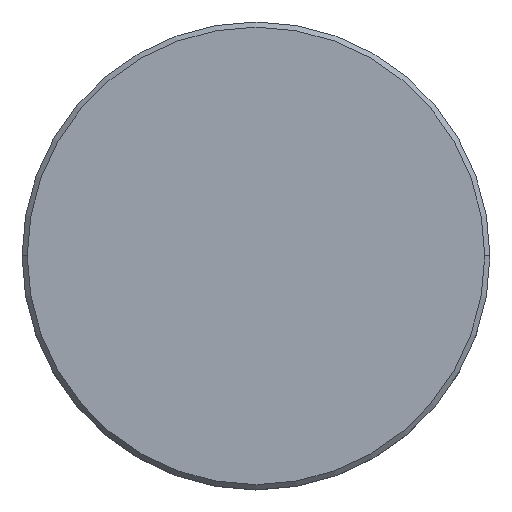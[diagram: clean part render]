
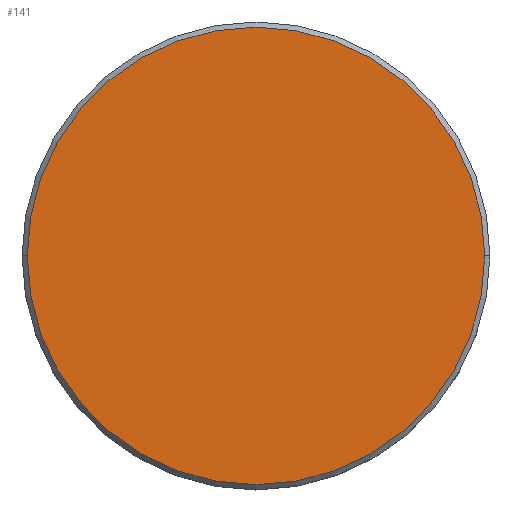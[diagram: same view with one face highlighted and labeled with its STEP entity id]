
A CAD part, top view. The second image highlights one B-rep face of the part: STEP entity #141.
In plain terms, the highlighted planar face has unit normal (0, 0, 1).
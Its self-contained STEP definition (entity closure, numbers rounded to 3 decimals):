
#10 = ORIENTED_EDGE ( 'NONE', *, *, #1059, .T. ) ;
#56 = AXIS2_PLACEMENT_3D ( 'NONE', #934, #364, #299 ) ;
#70 = CARTESIAN_POINT ( 'NONE',  ( 22., 0., 0. ) ) ;
#107 = CIRCLE ( 'NONE', #972, 22. ) ;
#141 = ADVANCED_FACE ( 'NONE', ( #949 ), #953, .T. ) ;
#218 = CARTESIAN_POINT ( 'NONE',  ( 0., 0., 0. ) ) ;
#268 = CARTESIAN_POINT ( 'NONE',  ( 0., 0., 0. ) ) ;
#299 = DIRECTION ( 'NONE',  ( 1., 0., 0. ) ) ;
#305 = DIRECTION ( 'NONE',  ( 1., 0., 0. ) ) ;
#321 = EDGE_CURVE ( 'NONE', #676, #588, #107, .T. ) ;
#364 = DIRECTION ( 'NONE',  ( 0., 0., 1. ) ) ;
#420 = DIRECTION ( 'NONE',  ( 0., 0., 1. ) ) ;
#588 = VERTEX_POINT ( 'NONE', #649 ) ;
#603 = AXIS2_PLACEMENT_3D ( 'NONE', #218, #945, #305 ) ;
#649 = CARTESIAN_POINT ( 'NONE',  ( -22., 0., 0. ) ) ;
#676 = VERTEX_POINT ( 'NONE', #70 ) ;
#747 = DIRECTION ( 'NONE',  ( 1., 0., 0. ) ) ;
#841 = EDGE_LOOP ( 'NONE', ( #10, #930 ) ) ;
#930 = ORIENTED_EDGE ( 'NONE', *, *, #321, .T. ) ;
#934 = CARTESIAN_POINT ( 'NONE',  ( 0., 0., 0. ) ) ;
#945 = DIRECTION ( 'NONE',  ( 0., 0., 1. ) ) ;
#949 = FACE_OUTER_BOUND ( 'NONE', #841, .T. ) ;
#953 = PLANE ( 'NONE',  #603 ) ;
#972 = AXIS2_PLACEMENT_3D ( 'NONE', #268, #420, #747 ) ;
#1047 = CIRCLE ( 'NONE', #56, 22. ) ;
#1059 = EDGE_CURVE ( 'NONE', #588, #676, #1047, .T. ) ;
